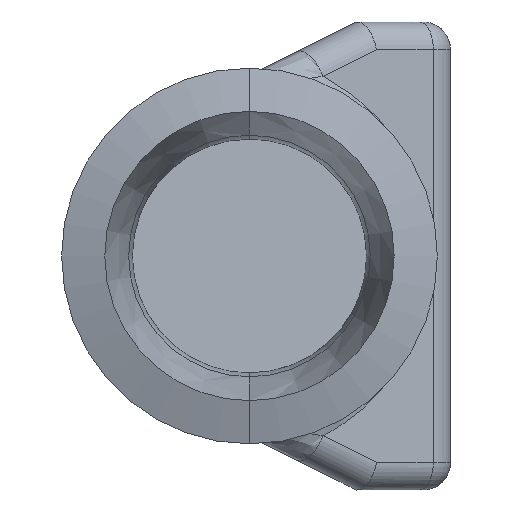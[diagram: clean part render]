
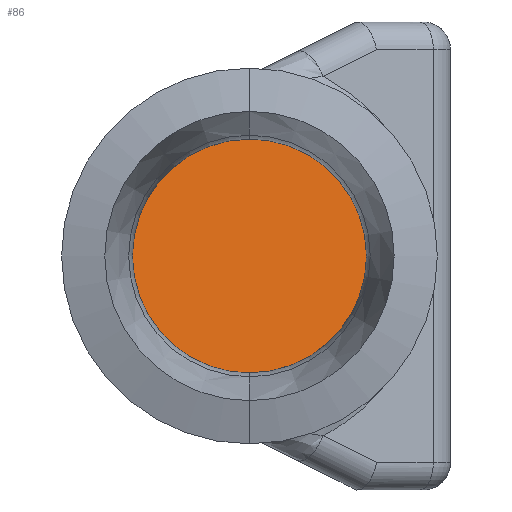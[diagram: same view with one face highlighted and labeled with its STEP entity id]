
A CAD part, left-side view. The second image highlights one B-rep face of the part: STEP entity #86.
In plain terms, the highlighted planar face has unit normal (-0.866, -0.5, 0).
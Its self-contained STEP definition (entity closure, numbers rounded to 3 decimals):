
#13 =( BOUNDED_CURVE ( )  B_SPLINE_CURVE ( 3, ( #1030, #908, #1403, #783 ),
 .UNSPECIFIED., .F., .T. ) 
 B_SPLINE_CURVE_WITH_KNOTS ( ( 4, 4 ),
 ( 4.712, 7.854 ),
 .UNSPECIFIED. ) 
 CURVE ( )  GEOMETRIC_REPRESENTATION_ITEM ( )  RATIONAL_B_SPLINE_CURVE ( ( 1., 0.333, 0.333, 1. ) ) 
 REPRESENTATION_ITEM ( '' )  );
#73 =( BOUNDED_CURVE ( )  B_SPLINE_CURVE ( 3, ( #458, #568, #209, #430 ),
 .UNSPECIFIED., .F., .T. ) 
 B_SPLINE_CURVE_WITH_KNOTS ( ( 4, 4 ),
 ( 1.571, 4.712 ),
 .UNSPECIFIED. ) 
 CURVE ( )  GEOMETRIC_REPRESENTATION_ITEM ( )  RATIONAL_B_SPLINE_CURVE ( ( 1., 0.333, 0.333, 1. ) ) 
 REPRESENTATION_ITEM ( '' )  );
#86 = ADVANCED_FACE ( 'NONE', ( #1178 ), #1532, .T. ) ;
#131 = ORIENTED_EDGE ( 'NONE', *, *, #648, .T. ) ;
#209 = CARTESIAN_POINT ( 'NONE',  ( 108.21, -17., 8.5 ) ) ;
#347 = VERTEX_POINT ( 'NONE', #1267 ) ;
#356 = VERTEX_POINT ( 'NONE', #1422 ) ;
#370 = EDGE_CURVE ( 'NONE', #347, #356, #13, .T. ) ;
#430 = CARTESIAN_POINT ( 'NONE',  ( 98.395, 0., 8.5 ) ) ;
#458 = CARTESIAN_POINT ( 'NONE',  ( 98.395, 0., -8.5 ) ) ;
#568 = CARTESIAN_POINT ( 'NONE',  ( 108.21, -17., -8.5 ) ) ;
#648 = EDGE_CURVE ( 'NONE', #356, #347, #73, .T. ) ;
#780 = CARTESIAN_POINT ( 'NONE',  ( 106.392, -13.85, -48.485 ) ) ;
#783 = CARTESIAN_POINT ( 'NONE',  ( 98.395, 0., -8.5 ) ) ;
#908 = CARTESIAN_POINT ( 'NONE',  ( 88.58, 17., 8.5 ) ) ;
#1030 = CARTESIAN_POINT ( 'NONE',  ( 98.395, 0., 8.5 ) ) ;
#1151 = EDGE_LOOP ( 'NONE', ( #1339, #131 ) ) ;
#1169 = DIRECTION ( 'NONE',  ( -0.866, -0.5, 0. ) ) ;
#1178 = FACE_OUTER_BOUND ( 'NONE', #1151, .T. ) ;
#1213 = AXIS2_PLACEMENT_3D ( 'NONE', #780, #1169, #1399 ) ;
#1267 = CARTESIAN_POINT ( 'NONE',  ( 98.395, 0., 8.5 ) ) ;
#1339 = ORIENTED_EDGE ( 'NONE', *, *, #370, .T. ) ;
#1399 = DIRECTION ( 'NONE',  ( 0.5, -0.866, 0. ) ) ;
#1403 = CARTESIAN_POINT ( 'NONE',  ( 88.58, 17., -8.5 ) ) ;
#1422 = CARTESIAN_POINT ( 'NONE',  ( 98.395, 0., -8.5 ) ) ;
#1532 = PLANE ( 'NONE',  #1213 ) ;
